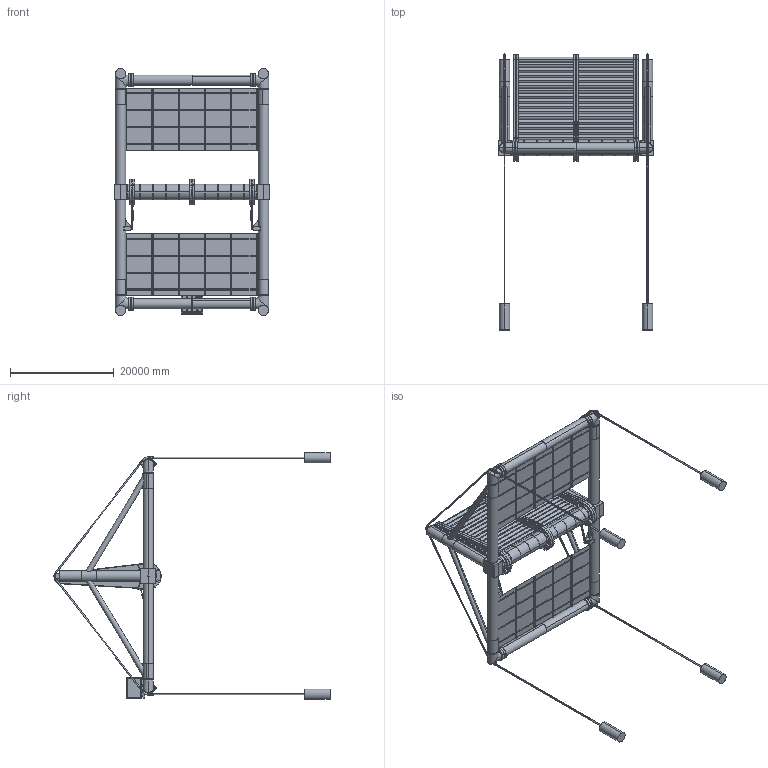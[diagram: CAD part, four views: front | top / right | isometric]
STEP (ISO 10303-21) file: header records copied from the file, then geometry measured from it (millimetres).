
FILE_DESCRIPTION (( 'STEP AP203' ), '1' );
FILE_NAME ('RM5-Complete.STEP', '2018-07-20T18:39:46', ( '' ), ( '' ), 'SwSTEP 2.0', 'SolidWorks 2018', '' );
FILE_SCHEMA (( 'CONFIG_CONTROL_DESIGN' ));
Length unit declared in the file: metre
Products named in the file (63): Vertical Post Caps; RM5 Hydraulic Reservoir V2; 6in horizontals3; RM5_Frame_Jun27-14; Mooring line mockup; T-supoort; Paddle Upright V4-4-2; Mooring Support; RM5_Paddle_Bottom Horizontal; 6in horizontals2; Paddle Upright Center V4-4-2; Mooring Support_01; Upright Center Assembly V4-4; PTO Assembly 3; Flap Hinge Support2; Mount Platform; 2.4m cylinder connector; Paddle Upright Center V4-4-1; Mount Cross Beam 3; Mount sidewall; RM5-Bottom Plate; Upright Assembly V4-4; Mount sidewall2; Flap Hinge Support; support mounting boss; RM5-90 Bend; Mount Platformv2; hoist ring; Paddle Assembly V4-3; Flap Horizontal - Fiberglass; RM5-Complete; accumulator rack; Siemens Transformer 400 kVA; Mooring Support_03; RM5-18m 8inx8inx0.75 angle; Paddle Upright V4-4-1; RM5-90 straight w mooring connection; 7inx4inx3m cylinder; GTA311AIVI; RM5-20m Rolled Tube Jun27-14 ...
Assembly tree (209 placements, depth 4):
  RM5-Complete
    RM5_Frame_Jun27-14
      Vertical_Main_Beam  x2
      Bottom_Front_Main_Beam  x4
      RM5-20m Rolled Tube Jun27-14  x4
      RM5-90 Bend  x4
      RM5-Reaction Plate  x2
        RM5-Bottom Plate
        RM5-18m 8inx8inx0.75 angle
        RM5-2.3m 8inx8inx0.75 angle
      Flap Hinge Support  x2
      Vertical Post Caps  x2
      Mooring Support  x4
        Mooring Support_03
        Mooring Support_02
        Mooring Support_01
      Flap Hinge Support2  x2
      Upright Support  x4
      support mounting boss  x6
      Cylinder Bearing Block  x2
      RM5-90 straight w mooring connection2  x2
      RM5-90 straight w mooring connection  x2
    RM5-Reaction Plate  x2
      RM5-Bottom Plate
      RM5-18m 8inx8inx0.75 angle
      RM5-2.3m 8inx8inx0.75 angle
    Paddle Assembly V4-3
      Flap Horizontal - Fiberglass  x16
      T-supoort  x2
      RM5_Paddle_Bottom Horizontal
      Upright Assembly V4-4  x2
        Paddle Upright V4-4-2
        Paddle Upright V4-4-1
      Upright Center Assembly V4-4
        Paddle Upright Center V4-4-1
        Paddle Upright Center V4-4-2
    7inx4inx3m piston  x2
    7inx4inx3m cylinder  x2
    2.4m cylinder connector  x2
    Mount V2
      Tube Mount  x3
      Mount Cross Beam 1  x8
      Mount Platform
    PTO Assembly 3
      PTO Enclosure V2
        Mount Platformv2
        Mount Cross Beam 3  x20
        Mount Cross Beam 2  x5
        6in uprights  x8
        6in horizontals2  x2
        6in horizontals  x4
        6in horizontals3  x4
        hoist ring  x8
        Mount sidewall  x2
        Mount sidewall3  x2
        Mount sidewall2
      accumulator rack  x2
      ACS800-17 R8i Enclosure
      SK600-75  x13
      LP Filter - QF15-39
Bounding box: 29700 x 53153.19 x 47502.43 mm (x, y, z)
Volume: 220036195335.5 mm3; surface area: 11257280750.6 mm2
Topology: 295 solids, 332 shells, 5529 faces, 14387 edges, 9511 vertices
Faces by surface type: plane 3514, cylinder 1859, torus 105, sphere 21, bspline 20, cone 10
Entity records: 97402 total; most frequent: CARTESIAN_POINT 19354, DIRECTION 14403, ORIENTED_EDGE 13944, EDGE_CURVE 6972, AXIS2_PLACEMENT_3D 4902, VERTEX_POINT 4609, LINE 4599, VECTOR 4599
